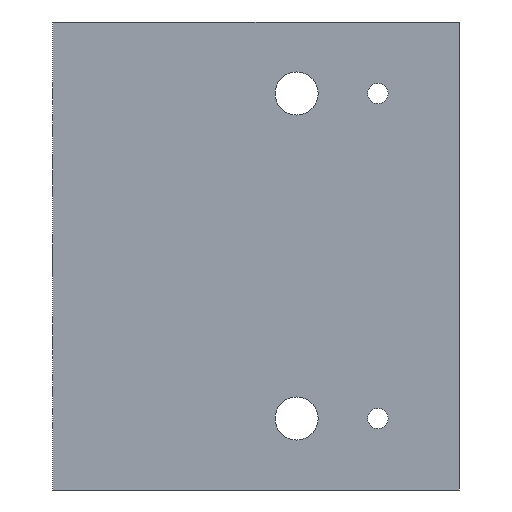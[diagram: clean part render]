
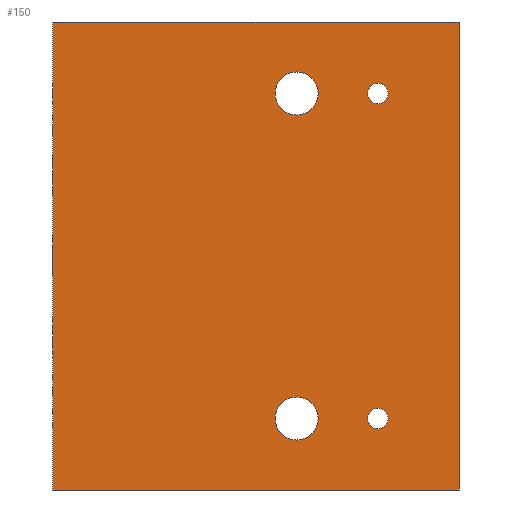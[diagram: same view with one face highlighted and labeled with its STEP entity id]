
A CAD part, front view. The second image highlights one B-rep face of the part: STEP entity #150.
In plain terms, the highlighted planar face has unit normal (0, -1, 0).
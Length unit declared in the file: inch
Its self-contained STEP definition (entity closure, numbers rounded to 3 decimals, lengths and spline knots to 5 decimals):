
#150 = ADVANCED_FACE ( 'NONE', ( #3156, #3160, #3137, #3151, #3150 ), #1287, .F. ) ;
#750 = EDGE_CURVE ( 'NONE', #2914, #2452, #2963, .T. ) ;
#753 = EDGE_CURVE ( 'NONE', #2441, #2603, #2961, .T. ) ;
#776 = EDGE_CURVE ( 'NONE', #2698, #2831, #3272, .T. ) ;
#781 = EDGE_CURVE ( 'NONE', #2577, #2575, #3215, .T. ) ;
#794 = EDGE_CURVE ( 'NONE', #2452, #2914, #2955, .T. ) ;
#800 = EDGE_CURVE ( 'NONE', #2575, #2573, #3203, .T. ) ;
#801 = EDGE_CURVE ( 'NONE', #2577, #2699, #3059, .T. ) ;
#1059 = EDGE_CURVE ( 'NONE', #2448, #2443, #3105, .T. ) ;
#1131 = EDGE_CURVE ( 'NONE', #2699, #2573, #3172, .T. ) ;
#1142 = EDGE_CURVE ( 'NONE', #2443, #2448, #3083, .T. ) ;
#1146 = EDGE_CURVE ( 'NONE', #2831, #2698, #3192, .T. ) ;
#1156 = EDGE_CURVE ( 'NONE', #2603, #2441, #3139, .T. ) ;
#1189 = DIRECTION ( 'NONE',  ( -1., 0., 0. ) ) ;
#1193 = CARTESIAN_POINT ( 'NONE',  ( 0.65677, -1.13314, 1.5038 ) ) ;
#1196 = DIRECTION ( 'NONE',  ( 0., 1., 0. ) ) ;
#1216 = DIRECTION ( 'NONE',  ( 0., 1., 0. ) ) ;
#1217 = CARTESIAN_POINT ( 'NONE',  ( -0.47573, -1.13314, -0.9362 ) ) ;
#1220 = CARTESIAN_POINT ( 'NONE',  ( 0.21977, -1.13314, 1.0638 ) ) ;
#1275 = CARTESIAN_POINT ( 'NONE',  ( -0.34323, -1.13314, -0.9362 ) ) ;
#1287 = PLANE ( 'NONE',  #3511 ) ;
#1378 = DIRECTION ( 'NONE',  ( -1., 0., 0. ) ) ;
#1379 = DIRECTION ( 'NONE',  ( -1., 0., 0. ) ) ;
#1384 = CARTESIAN_POINT ( 'NONE',  ( -0.34323, -1.13314, 1.0638 ) ) ;
#1385 = DIRECTION ( 'NONE',  ( 0., 1., 0. ) ) ;
#1432 = DIRECTION ( 'NONE',  ( 0., 0., -1. ) ) ;
#1435 = CARTESIAN_POINT ( 'NONE',  ( 0.65677, -1.13314, 1.5038 ) ) ;
#1565 = DIRECTION ( 'NONE',  ( 0., 1., 0. ) ) ;
#1566 = DIRECTION ( 'NONE',  ( -1., 0., 0. ) ) ;
#1568 = CARTESIAN_POINT ( 'NONE',  ( -0.34323, -1.13314, 1.0638 ) ) ;
#1590 = DIRECTION ( 'NONE',  ( -1., 0., 0. ) ) ;
#1613 = DIRECTION ( 'NONE',  ( 0., 1., 0. ) ) ;
#1647 = CARTESIAN_POINT ( 'NONE',  ( 0.15677, -1.13314, 1.0638 ) ) ;
#1662 = CARTESIAN_POINT ( 'NONE',  ( -1.84323, -1.13314, 1.5038 ) ) ;
#1665 = DIRECTION ( 'NONE',  ( 0., 0., -1. ) ) ;
#1780 = DIRECTION ( 'NONE',  ( 1., 0., 0. ) ) ;
#1782 = CARTESIAN_POINT ( 'NONE',  ( 0.65677, -1.13314, 1.5038 ) ) ;
#1787 = CARTESIAN_POINT ( 'NONE',  ( -0.34323, -1.13314, -0.9362 ) ) ;
#1788 = CARTESIAN_POINT ( 'NONE',  ( 0.65677, -1.13314, -1.3762 ) ) ;
#1789 = DIRECTION ( 'NONE',  ( 0., 1., 0. ) ) ;
#1792 = DIRECTION ( 'NONE',  ( 1., 0., 0. ) ) ;
#1794 = DIRECTION ( 'NONE',  ( -1., 0., 0. ) ) ;
#1813 = DIRECTION ( 'NONE',  ( -1., 0., 0. ) ) ;
#1839 = CARTESIAN_POINT ( 'NONE',  ( 0.15677, -1.13314, -0.9362 ) ) ;
#1840 = DIRECTION ( 'NONE',  ( 0., 1., 0. ) ) ;
#1842 = CARTESIAN_POINT ( 'NONE',  ( 0.65677, -1.13314, 1.5038 ) ) ;
#1843 = CARTESIAN_POINT ( 'NONE',  ( 0.09377, -1.13314, 1.0638 ) ) ;
#1850 = CARTESIAN_POINT ( 'NONE',  ( 0.15677, -1.13314, 1.0638 ) ) ;
#1851 = DIRECTION ( 'NONE',  ( 0., 1., 0. ) ) ;
#1858 = DIRECTION ( 'NONE',  ( -1., 0., 0. ) ) ;
#1872 = CARTESIAN_POINT ( 'NONE',  ( 0.09377, -1.13314, -0.9362 ) ) ;
#1876 = CARTESIAN_POINT ( 'NONE',  ( 0.21977, -1.13314, -0.9362 ) ) ;
#1898 = CARTESIAN_POINT ( 'NONE',  ( -0.47573, -1.13314, 1.0638 ) ) ;
#1900 = CARTESIAN_POINT ( 'NONE',  ( -0.21073, -1.13314, -0.9362 ) ) ;
#1906 = CARTESIAN_POINT ( 'NONE',  ( -1.84323, -1.13314, 1.5038 ) ) ;
#1910 = CARTESIAN_POINT ( 'NONE',  ( -0.21073, -1.13314, 1.0638 ) ) ;
#1924 = CARTESIAN_POINT ( 'NONE',  ( 0.65677, -1.13314, -1.3762 ) ) ;
#1925 = CARTESIAN_POINT ( 'NONE',  ( -1.84323, -1.13314, -1.3762 ) ) ;
#1981 = CARTESIAN_POINT ( 'NONE',  ( 0.15677, -1.13314, -0.9362 ) ) ;
#1982 = DIRECTION ( 'NONE',  ( 0., 1., 0. ) ) ;
#1984 = DIRECTION ( 'NONE',  ( -1., 0., 0. ) ) ;
#2441 = VERTEX_POINT ( 'NONE', #1872 ) ;
#2443 = VERTEX_POINT ( 'NONE', #1898 ) ;
#2448 = VERTEX_POINT ( 'NONE', #1910 ) ;
#2452 = VERTEX_POINT ( 'NONE', #1900 ) ;
#2515 = ORIENTED_EDGE ( 'NONE', *, *, #794, .T. ) ;
#2516 = ORIENTED_EDGE ( 'NONE', *, *, #1146, .T. ) ;
#2517 = ORIENTED_EDGE ( 'NONE', *, *, #1142, .T. ) ;
#2518 = ORIENTED_EDGE ( 'NONE', *, *, #776, .T. ) ;
#2519 = ORIENTED_EDGE ( 'NONE', *, *, #1156, .T. ) ;
#2526 = ORIENTED_EDGE ( 'NONE', *, *, #1131, .F. ) ;
#2527 = ORIENTED_EDGE ( 'NONE', *, *, #1059, .T. ) ;
#2528 = ORIENTED_EDGE ( 'NONE', *, *, #800, .T. ) ;
#2534 = ORIENTED_EDGE ( 'NONE', *, *, #750, .T. ) ;
#2573 = VERTEX_POINT ( 'NONE', #1924 ) ;
#2575 = VERTEX_POINT ( 'NONE', #1925 ) ;
#2577 = VERTEX_POINT ( 'NONE', #1906 ) ;
#2603 = VERTEX_POINT ( 'NONE', #1876 ) ;
#2605 = EDGE_LOOP ( 'NONE', ( #2528, #2526, #2798, #2807 ) ) ;
#2610 = EDGE_LOOP ( 'NONE', ( #2805, #2519 ) ) ;
#2616 = EDGE_LOOP ( 'NONE', ( #2518, #2516 ) ) ;
#2625 = EDGE_LOOP ( 'NONE', ( #2534, #2515 ) ) ;
#2657 = EDGE_LOOP ( 'NONE', ( #2517, #2527 ) ) ;
#2698 = VERTEX_POINT ( 'NONE', #1843 ) ;
#2699 = VERTEX_POINT ( 'NONE', #1842 ) ;
#2798 = ORIENTED_EDGE ( 'NONE', *, *, #801, .F. ) ;
#2805 = ORIENTED_EDGE ( 'NONE', *, *, #753, .T. ) ;
#2807 = ORIENTED_EDGE ( 'NONE', *, *, #781, .T. ) ;
#2831 = VERTEX_POINT ( 'NONE', #1220 ) ;
#2914 = VERTEX_POINT ( 'NONE', #1217 ) ;
#2955 = CIRCLE ( 'NONE', #3537, 0.1325 ) ;
#2961 = CIRCLE ( 'NONE', #3517, 0.063 ) ;
#2963 = CIRCLE ( 'NONE', #3514, 0.1325 ) ;
#3036 = VECTOR ( 'NONE', #1780, 39.37008 ) ;
#3059 = LINE ( 'NONE', #1782, #3036 ) ;
#3064 = VECTOR ( 'NONE', #1432, 39.37008 ) ;
#3083 = CIRCLE ( 'NONE', #3582, 0.1325 ) ;
#3105 = CIRCLE ( 'NONE', #3562, 0.1325 ) ;
#3137 = FACE_BOUND ( 'NONE', #2625, .T. ) ;
#3139 = CIRCLE ( 'NONE', #3590, 0.063 ) ;
#3150 = FACE_OUTER_BOUND ( 'NONE', #2605, .T. ) ;
#3151 = FACE_BOUND ( 'NONE', #2657, .T. ) ;
#3156 = FACE_BOUND ( 'NONE', #2610, .T. ) ;
#3160 = FACE_BOUND ( 'NONE', #2616, .T. ) ;
#3172 = LINE ( 'NONE', #1435, #3064 ) ;
#3184 = VECTOR ( 'NONE', #1792, 39.37008 ) ;
#3192 = CIRCLE ( 'NONE', #3585, 0.063 ) ;
#3202 = VECTOR ( 'NONE', #1665, 39.37008 ) ;
#3203 = LINE ( 'NONE', #1788, #3184 ) ;
#3215 = LINE ( 'NONE', #1662, #3202 ) ;
#3272 = CIRCLE ( 'NONE', #3528, 0.063 ) ;
#3511 = AXIS2_PLACEMENT_3D ( 'NONE', #1193, #1196, #1189 ) ;
#3514 = AXIS2_PLACEMENT_3D ( 'NONE', #1275, #1216, #1590 ) ;
#3517 = AXIS2_PLACEMENT_3D ( 'NONE', #1839, #1840, #1794 ) ;
#3528 = AXIS2_PLACEMENT_3D ( 'NONE', #1850, #1851, #1858 ) ;
#3537 = AXIS2_PLACEMENT_3D ( 'NONE', #1787, #1789, #1813 ) ;
#3562 = AXIS2_PLACEMENT_3D ( 'NONE', #1568, #1565, #1566 ) ;
#3582 = AXIS2_PLACEMENT_3D ( 'NONE', #1384, #1385, #1378 ) ;
#3585 = AXIS2_PLACEMENT_3D ( 'NONE', #1647, #1613, #1379 ) ;
#3590 = AXIS2_PLACEMENT_3D ( 'NONE', #1981, #1982, #1984 ) ;
